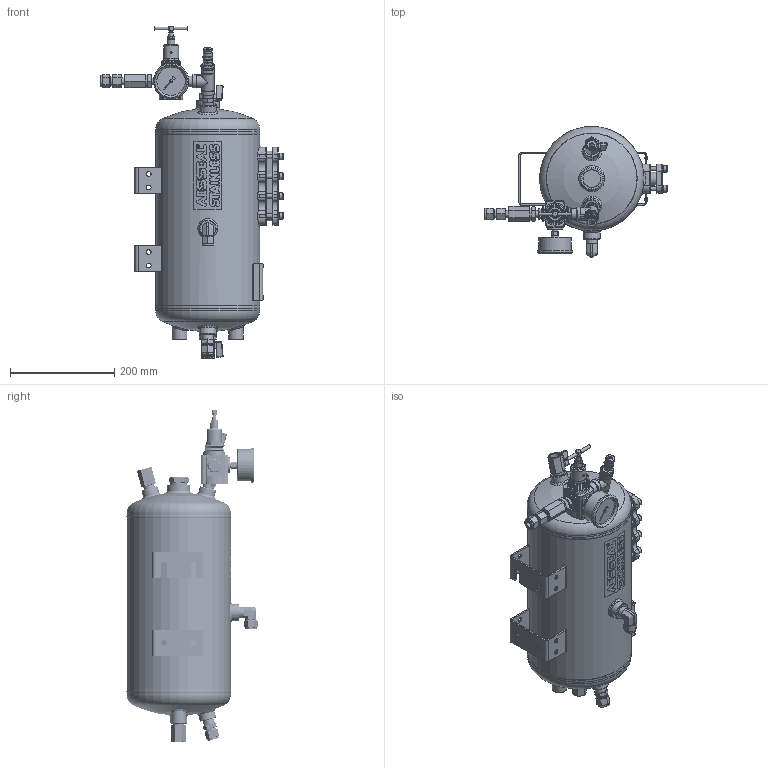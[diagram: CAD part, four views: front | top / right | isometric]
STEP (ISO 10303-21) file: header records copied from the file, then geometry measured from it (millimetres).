
FILE_DESCRIPTION(/* description */ ('Unknown','CAx-IF Rec.Pracs.---Representation and Presentation of Product Manufacturing Information (PMI)---4.0---2014-10-13','CAx-IF Rec.Pracs.---3D Tessellated Geometry---0.4---2014-09-14','2;1'),/* implementation_level */ '2;1');
FILE_NAME(/* name */ 'P212CCSA----A-',/* time_stamp */ '2023-03-15T12:48:41+00:00',/* author */ ('Unknown'),/* organization */ ('Unknown'),/* preprocessor_version */ 'ST-DEVELOPER v16.7',/* originating_system */ 'Solid Edge',/* authorisation */ 'Unknown');
FILE_SCHEMA (('AP242_MANAGED_MODEL_BASED_3D_ENGINEERING_MIM_LF { 1 0 10303 442 1 1 4 }'));
Length unit declared in the file: millimetre
Products named in the file (50): 3152433; 2039393; 2039388; 2032857; 2051466; 2015923; 2011208; 2032893; 2011133; 2032873; 2039393_812_2,862_Fillet 7_oa_0; 2039393_812_2,862_Fillet 7_oa_1; 2039393_812_2,862_Fillet 7_oa_2; 2051700; 2030293; 2032147; 2039393_812_2,862_Fillet 7_oa_3; 2039393_812_2,862_Fillet 7_oa_4; 2039393_812_2,862_Fillet 7_oa_5; 2039393_812_2,862_Fillet 7_oa_6; 2050292; 2038629; 2038627; 2033305; 2054694; 2038628; 2051513; 2051512; 2012850; 2026378; 2026306; 2026216; 2026331; 2026972; 3141874; PART 1; PART 2; PART 3; PART 4; 3028242 ...
Assembly tree (73 placements, depth 4):
  3152433
    2039393
      2039388
      2032857
      2051466
      2015923  x5
      2011208
      2032893
      2011133
      2032873
      2039393_812_2,862_Fillet 7_oa_0
      2039393_812_2,862_Fillet 7_oa_1
      2039393_812_2,862_Fillet 7_oa_2
      2051700  x4
      2030293
      2032147  x2
      2039393_812_2,862_Fillet 7_oa_3
      2039393_812_2,862_Fillet 7_oa_4
      2039393_812_2,862_Fillet 7_oa_5
      2039393_812_2,862_Fillet 7_oa_6
      2050292
      2038629
        2038627
        2033305  x2
        2054694
        2038628
        2051513  x8
        2051512  x8
      2012850
    2026378
    2026306  x2
    2026216
    2026331
    2026972
    3141874
      PART 1
      PART 2
      PART 3
      PART 4
    3028242
    3035495
    2042938
    2021640
    2026345
    2026342_oa_7
    3001704_oa_8
    3001705
    2027525
    2068318
    2028094
Bounding box: 350.59 x 251.86 x 638.07 mm (x, y, z)
Volume: 1693705.8 mm3; surface area: 1232368.5 mm2
Topology: 95 solids, 95 shells, 3613 faces, 9202 edges, 6066 vertices
Faces by surface type: plane 1820, cylinder 907, cone 468, bspline 211, torus 180, sphere 27
Full cylindrical faces by diameter (mm): 0.762 x1, 1.016 x1, 1.5 x1, 2 x4, 2.46 x4, 2.794 x1, 3 x4, 3.16 x1, 3.2 x4, 3.24 x2, 3.3 x2, 3.5 x6, 4 x5, 4.5 x2, 5 x2, 5.4 x1, 5.7 x2, 5.97 x1, 6 x2, 6.27 x2, 6.35 x6, 6.45 x8, 6.47 x8, 6.8 x8, 6.858 x2, 8 x17, 9 x16, 9.017 x2, 9.5 x4, 9.8 x1
Entity records: 124690 total; most frequent: CARTESIAN_POINT 45306, ORIENTED_EDGE 15380, DIRECTION 13716, EDGE_CURVE 7690, VERTEX_POINT 5384, AXIS2_PLACEMENT_3D 5212, FACE_BOUND 4070, EDGE_LOOP 4067
